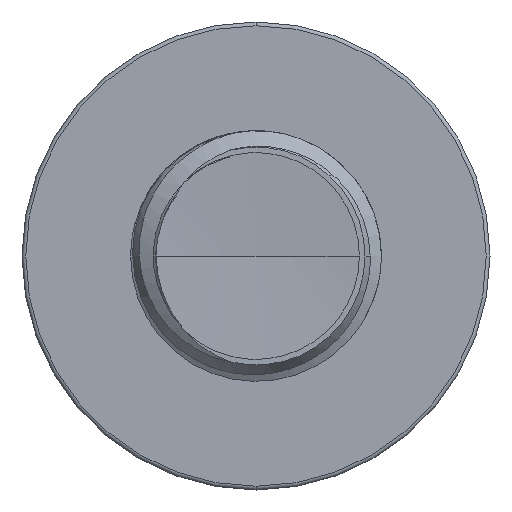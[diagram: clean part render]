
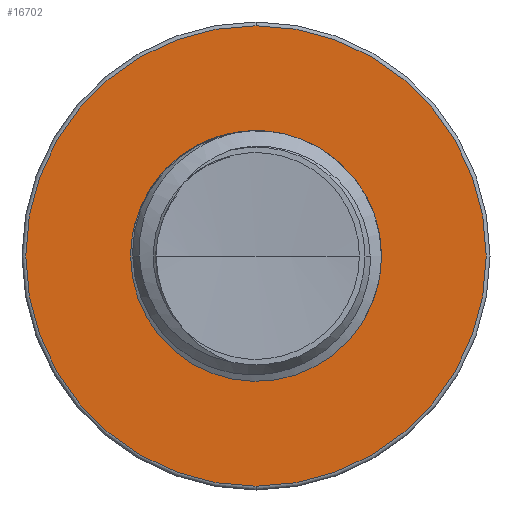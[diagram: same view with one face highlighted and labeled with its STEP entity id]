
A CAD part, front view. The second image highlights one B-rep face of the part: STEP entity #16702.
In plain terms, the highlighted planar face has unit normal (0, -1, 0).
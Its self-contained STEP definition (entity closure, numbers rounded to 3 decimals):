
#468 = CARTESIAN_POINT ( 'NONE',  ( 0., 4., -2.755 ) ) ;
#485 = CARTESIAN_POINT ( 'NONE',  ( 0., 4., -1.436 ) ) ;
#490 = AXIS2_PLACEMENT_3D ( 'NONE', #2340, #15672, #7013 ) ;
#596 = CARTESIAN_POINT ( 'NONE',  ( 0., 4., 2.755 ) ) ;
#1276 = VERTEX_POINT ( 'NONE', #468 ) ;
#1928 = EDGE_CURVE ( 'NONE', #1276, #5560, #12936, .T. ) ;
#2340 = CARTESIAN_POINT ( 'NONE',  ( 0., 4., 1.436 ) ) ;
#3594 = CIRCLE ( 'NONE', #10472, 2.755 ) ;
#3905 = EDGE_CURVE ( 'NONE', #14613, #4281, #13348, .T. ) ;
#3939 = DIRECTION ( 'NONE',  ( 0., 0., -1. ) ) ;
#3968 = DIRECTION ( 'NONE',  ( 0., -1., 0. ) ) ;
#3989 = CARTESIAN_POINT ( 'NONE',  ( 0., 4., 0. ) ) ;
#4274 = DIRECTION ( 'NONE',  ( 0., 0., -1. ) ) ;
#4281 = VERTEX_POINT ( 'NONE', #485 ) ;
#4282 = DIRECTION ( 'NONE',  ( 0., -1., 0. ) ) ;
#4304 = FACE_OUTER_BOUND ( 'NONE', #18392, .T. ) ;
#4328 = CARTESIAN_POINT ( 'NONE',  ( 0., 4., 0. ) ) ;
#4417 = DIRECTION ( 'NONE',  ( 0., -1., 0. ) ) ;
#5523 = PLANE ( 'NONE',  #490 ) ;
#5560 = VERTEX_POINT ( 'NONE', #596 ) ;
#6097 = ORIENTED_EDGE ( 'NONE', *, *, #14165, .F. ) ;
#6196 = AXIS2_PLACEMENT_3D ( 'NONE', #13206, #4417, #14642 ) ;
#6311 = CARTESIAN_POINT ( 'NONE',  ( 0., 4., 1.436 ) ) ;
#7013 = DIRECTION ( 'NONE',  ( 0., 0., -1. ) ) ;
#8808 = FACE_BOUND ( 'NONE', #17808, .T. ) ;
#8813 = EDGE_CURVE ( 'NONE', #5560, #1276, #3594, .T. ) ;
#9568 = ORIENTED_EDGE ( 'NONE', *, *, #8813, .T. ) ;
#10472 = AXIS2_PLACEMENT_3D ( 'NONE', #11513, #11422, #11406 ) ;
#11406 = DIRECTION ( 'NONE',  ( 0., 0., -1. ) ) ;
#11422 = DIRECTION ( 'NONE',  ( 0., -1., 0. ) ) ;
#11513 = CARTESIAN_POINT ( 'NONE',  ( 0., 4., 0. ) ) ;
#12936 = CIRCLE ( 'NONE', #13429, 2.755 ) ;
#13206 = CARTESIAN_POINT ( 'NONE',  ( 0., 4., 0. ) ) ;
#13348 = CIRCLE ( 'NONE', #16179, 1.436 ) ;
#13429 = AXIS2_PLACEMENT_3D ( 'NONE', #4328, #4282, #4274 ) ;
#13502 = CIRCLE ( 'NONE', #6196, 1.436 ) ;
#14165 = EDGE_CURVE ( 'NONE', #4281, #14613, #13502, .T. ) ;
#14218 = ORIENTED_EDGE ( 'NONE', *, *, #3905, .F. ) ;
#14613 = VERTEX_POINT ( 'NONE', #6311 ) ;
#14642 = DIRECTION ( 'NONE',  ( 0., 0., -1. ) ) ;
#15672 = DIRECTION ( 'NONE',  ( 0., -1., 0. ) ) ;
#16179 = AXIS2_PLACEMENT_3D ( 'NONE', #3989, #3968, #3939 ) ;
#16702 = ADVANCED_FACE ( 'NONE', ( #4304, #8808 ), #5523, .T. ) ;
#16712 = ORIENTED_EDGE ( 'NONE', *, *, #1928, .T. ) ;
#17808 = EDGE_LOOP ( 'NONE', ( #6097, #14218 ) ) ;
#18392 = EDGE_LOOP ( 'NONE', ( #16712, #9568 ) ) ;
